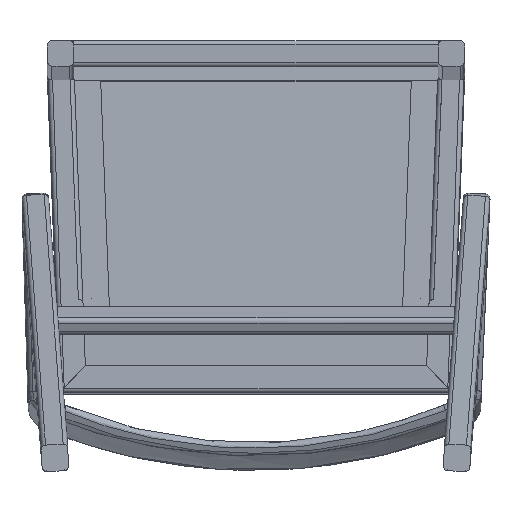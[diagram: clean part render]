
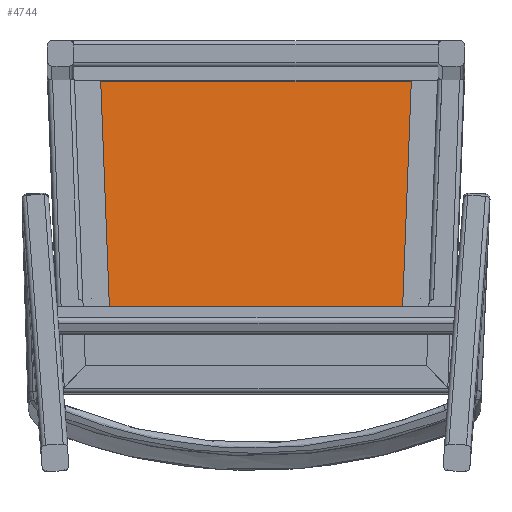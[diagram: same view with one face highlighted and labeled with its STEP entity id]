
A CAD part, front view. The second image highlights one B-rep face of the part: STEP entity #4744.
In plain terms, the highlighted planar face has unit normal (0, -0.997, 0.071).
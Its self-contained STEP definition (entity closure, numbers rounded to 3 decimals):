
#247 = ORIENTED_EDGE ( 'NONE', *, *, #4860, .T. ) ;
#507 = PLANE ( 'NONE',  #11162 ) ;
#629 = DIRECTION ( 'NONE',  ( -1., 0., 0. ) ) ;
#761 = VECTOR ( 'NONE', #629, 1000. ) ;
#1006 = CARTESIAN_POINT ( 'NONE',  ( 63.762, 145.572, -366.65 ) ) ;
#1913 = CARTESIAN_POINT ( 'NONE',  ( -334.245, 169.704, -29.903 ) ) ;
#2119 = DIRECTION ( 'NONE',  ( -0.038, 0.071, 0.997 ) ) ;
#2223 = VERTEX_POINT ( 'NONE', #1006 ) ;
#3078 = CARTESIAN_POINT ( 'NONE',  ( -129.029, 157.686, -197.601 ) ) ;
#3187 = CARTESIAN_POINT ( 'NONE',  ( 76.133, 169.704, -29.903 ) ) ;
#3280 = VERTEX_POINT ( 'NONE', #5017 ) ;
#3369 = EDGE_CURVE ( 'NONE', #15477, #13449, #11958, .T. ) ;
#3485 = VECTOR ( 'NONE', #7352, 1000. ) ;
#4011 = VECTOR ( 'NONE', #2119, 1000. ) ;
#4229 = CARTESIAN_POINT ( 'NONE',  ( -321.821, 145.572, -366.65 ) ) ;
#4337 = DIRECTION ( 'NONE',  ( 1., 0., 0. ) ) ;
#4615 = CARTESIAN_POINT ( 'NONE',  ( -328.046, 157.139, -205.238 ) ) ;
#4744 = ADVANCED_FACE ( 'NONE', ( #5736 ), #507, .F. ) ;
#4860 = EDGE_CURVE ( 'NONE', #2223, #7054, #11073, .T. ) ;
#5017 = CARTESIAN_POINT ( 'NONE',  ( -334.245, 168.655, -44.532 ) ) ;
#5167 = VERTEX_POINT ( 'NONE', #4229 ) ;
#5651 = EDGE_CURVE ( 'NONE', #2223, #5167, #13577, .T. ) ;
#5736 = FACE_OUTER_BOUND ( 'NONE', #14561, .T. ) ;
#6104 = CARTESIAN_POINT ( 'NONE',  ( 76.133, 157.686, -197.601 ) ) ;
#6582 = VECTOR ( 'NONE', #4337, 1000. ) ;
#6949 = DIRECTION ( 'NONE',  ( 0.038, 0.071, 0.997 ) ) ;
#6960 = EDGE_CURVE ( 'NONE', #3280, #15477, #9264, .T. ) ;
#7032 = CARTESIAN_POINT ( 'NONE',  ( 69.962, 157.141, -205.205 ) ) ;
#7054 = VERTEX_POINT ( 'NONE', #14795 ) ;
#7289 = ORIENTED_EDGE ( 'NONE', *, *, #8943, .T. ) ;
#7352 = DIRECTION ( 'NONE',  ( 0., 0.071, 0.997 ) ) ;
#7820 = ORIENTED_EDGE ( 'NONE', *, *, #3369, .F. ) ;
#8158 = DIRECTION ( 'NONE',  ( 0., 0.997, -0.071 ) ) ;
#8224 = VECTOR ( 'NONE', #9508, 1000. ) ;
#8283 = CARTESIAN_POINT ( 'NONE',  ( -129.029, 145.572, -366.65 ) ) ;
#8943 = EDGE_CURVE ( 'NONE', #7054, #13449, #13821, .T. ) ;
#9264 = LINE ( 'NONE', #11805, #8224 ) ;
#9267 = VECTOR ( 'NONE', #6949, 1000. ) ;
#9508 = DIRECTION ( 'NONE',  ( 0., 0.071, 0.997 ) ) ;
#11064 = ORIENTED_EDGE ( 'NONE', *, *, #6960, .F. ) ;
#11073 = LINE ( 'NONE', #7032, #9267 ) ;
#11162 = AXIS2_PLACEMENT_3D ( 'NONE', #3078, #8158, #15950 ) ;
#11323 = EDGE_CURVE ( 'NONE', #5167, #3280, #16073, .T. ) ;
#11805 = CARTESIAN_POINT ( 'NONE',  ( -334.245, 157.686, -197.601 ) ) ;
#11958 = LINE ( 'NONE', #12297, #6582 ) ;
#12297 = CARTESIAN_POINT ( 'NONE',  ( -129.029, 169.704, -29.903 ) ) ;
#13449 = VERTEX_POINT ( 'NONE', #3187 ) ;
#13577 = LINE ( 'NONE', #8283, #761 ) ;
#13821 = LINE ( 'NONE', #6104, #3485 ) ;
#14191 = ORIENTED_EDGE ( 'NONE', *, *, #5651, .F. ) ;
#14561 = EDGE_LOOP ( 'NONE', ( #247, #7289, #7820, #11064, #15023, #14191 ) ) ;
#14795 = CARTESIAN_POINT ( 'NONE',  ( 76.133, 168.655, -44.532 ) ) ;
#15023 = ORIENTED_EDGE ( 'NONE', *, *, #11323, .F. ) ;
#15477 = VERTEX_POINT ( 'NONE', #1913 ) ;
#15950 = DIRECTION ( 'NONE',  ( 0., 0.071, 0.997 ) ) ;
#16073 = LINE ( 'NONE', #4615, #4011 ) ;
